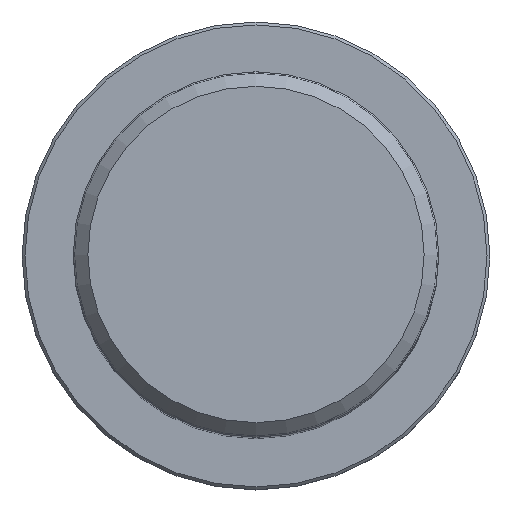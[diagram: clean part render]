
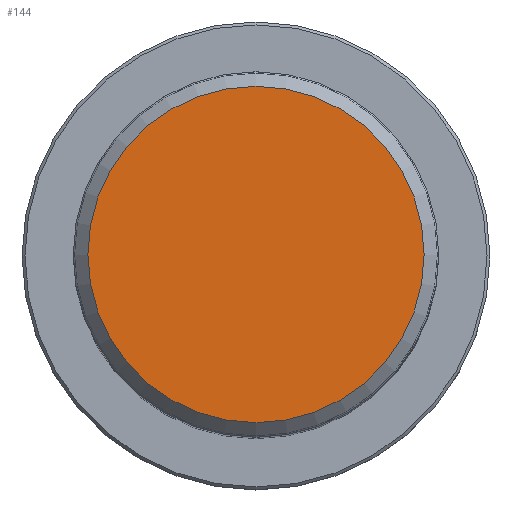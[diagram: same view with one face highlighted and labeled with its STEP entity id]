
A CAD part, top view. The second image highlights one B-rep face of the part: STEP entity #144.
In plain terms, the highlighted planar face has unit normal (0, 0, 1).
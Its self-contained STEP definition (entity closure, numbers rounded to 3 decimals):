
#138=PLANE('',#427);
#141=FACE_OUTER_BOUND('',#260,.T.);
#144=ADVANCED_FACE('',(#141),#138,.F.);
#179=CIRCLE('',#426,11.5);
#260=EDGE_LOOP('',(#314));
#314=ORIENTED_EDGE('',*,*,#397,.T.);
#368=VERTEX_POINT('',#609);
#397=EDGE_CURVE('',#368,#368,#179,.T.);
#426=AXIS2_PLACEMENT_3D('',#608,#483,#484);
#427=AXIS2_PLACEMENT_3D('',#610,#485,#486);
#483=DIRECTION('',(0.,0.,1.));
#484=DIRECTION('',(0.,1.,0.));
#485=DIRECTION('',(0.,0.,-1.));
#486=DIRECTION('',(0.,-1.,0.));
#608=CARTESIAN_POINT('',(0.,0.,56.));
#609=CARTESIAN_POINT('',(0.,11.5,56.));
#610=CARTESIAN_POINT('',(-11.5,0.,56.));
